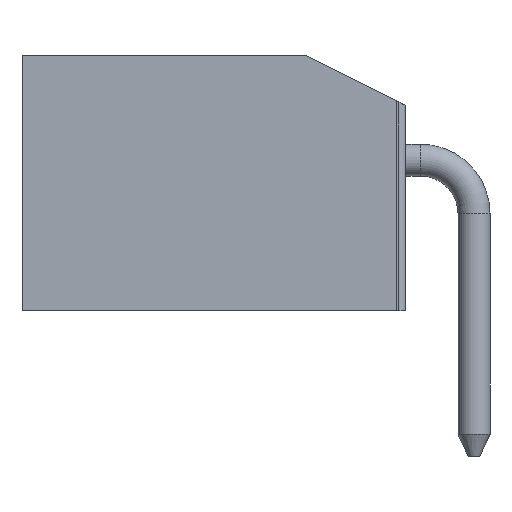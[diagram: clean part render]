
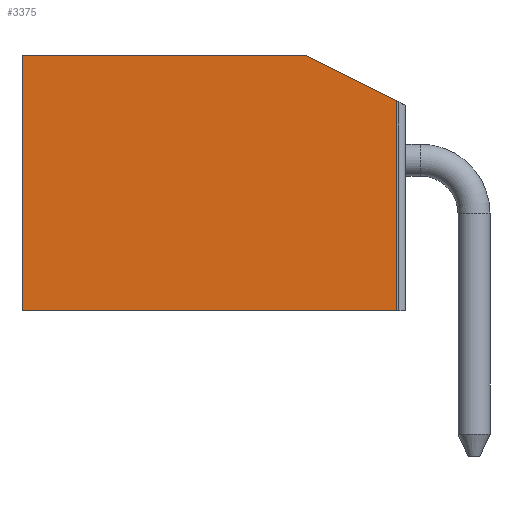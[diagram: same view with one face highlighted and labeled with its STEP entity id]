
A CAD part, left-side view. The second image highlights one B-rep face of the part: STEP entity #3375.
In plain terms, the highlighted planar face has unit normal (-1, 0, 0).
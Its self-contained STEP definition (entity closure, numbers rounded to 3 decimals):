
#5=DIRECTION('',(0.,0.,1.));
#6=VECTOR('',#5,4.6);
#7=CARTESIAN_POINT('',(-9.03,0.,-2.8));
#8=LINE('',#7,#6);
#665=DIRECTION('',(0.,0.894,0.447));
#666=VECTOR('',#665,2.236);
#667=CARTESIAN_POINT('',(-9.03,0.,1.8));
#668=LINE('',#667,#666);
#669=DIRECTION('',(0.,1.,0.));
#670=VECTOR('',#669,8.2);
#671=CARTESIAN_POINT('',(-9.03,0.,-2.8));
#672=LINE('',#671,#670);
#693=DIRECTION('',(0.,0.,1.));
#694=VECTOR('',#693,5.6);
#695=CARTESIAN_POINT('',(-9.03,8.2,-2.8));
#696=LINE('',#695,#694);
#1341=DIRECTION('',(0.,1.,0.));
#1342=VECTOR('',#1341,6.2);
#1343=CARTESIAN_POINT('',(-9.03,2.,2.8));
#1344=LINE('',#1343,#1342);
#2013=CARTESIAN_POINT('',(-9.03,8.2,-2.8));
#2014=CARTESIAN_POINT('',(-9.03,8.2,2.8));
#2015=VERTEX_POINT('',#2013);
#2016=VERTEX_POINT('',#2014);
#2021=CARTESIAN_POINT('',(-9.03,0.,-2.8));
#2022=VERTEX_POINT('',#2021);
#2085=CARTESIAN_POINT('',(-9.03,0.,1.8));
#2086=CARTESIAN_POINT('',(-9.03,2.,2.8));
#2087=VERTEX_POINT('',#2085);
#2088=VERTEX_POINT('',#2086);
#3361=CARTESIAN_POINT('',(-9.03,0.,-2.8));
#3362=DIRECTION('',(-1.,0.,0.));
#3363=DIRECTION('',(0.,0.,1.));
#3364=AXIS2_PLACEMENT_3D('',#3361,#3362,#3363);
#3365=PLANE('',#3364);
#3366=ORIENTED_EDGE('',*,*,#2907,.F.);
#3367=ORIENTED_EDGE('',*,*,#2564,.F.);
#3368=ORIENTED_EDGE('',*,*,#2735,.T.);
#3370=ORIENTED_EDGE('',*,*,#3369,.T.);
#3372=ORIENTED_EDGE('',*,*,#3371,.F.);
#3373=EDGE_LOOP('',(#3366,#3367,#3368,#3370,#3372));
#3374=FACE_OUTER_BOUND('',#3373,.F.);
#2564=EDGE_CURVE('',#2022,#2087,#8,.T.);
#2735=EDGE_CURVE('',#2022,#2015,#672,.T.);
#2907=EDGE_CURVE('',#2087,#2088,#668,.T.);
#3369=EDGE_CURVE('',#2015,#2016,#696,.T.);
#3371=EDGE_CURVE('',#2088,#2016,#1344,.T.);
#3375=ADVANCED_FACE('',(#3374),#3365,.T.);
